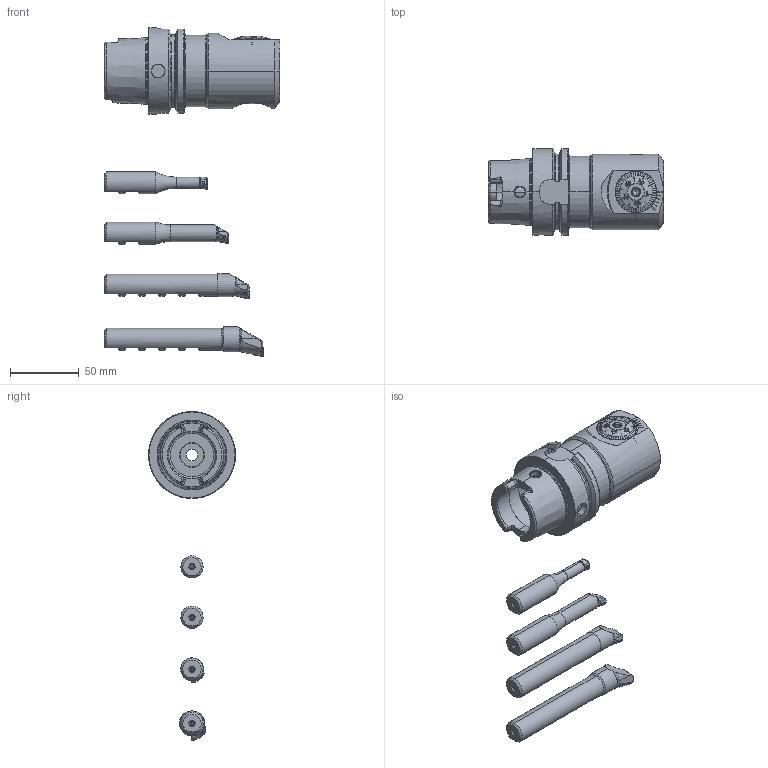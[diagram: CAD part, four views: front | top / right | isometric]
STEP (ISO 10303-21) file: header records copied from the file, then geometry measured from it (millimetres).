
FILE_DESCRIPTION (( 'STEP AP214' ), '1' );
FILE_NAME ('785.063.010.030.STEP', '2024-08-29T07:27:45', ( '' ), ( '' ), 'SwSTEP 2.0', 'SolidWorks 2022', '' );
FILE_SCHEMA (( 'AUTOMOTIVE_DESIGN' ));
Length unit declared in the file: millimetre
Products named in the file (29): B15-WCA.K11.090_A; B10-WCA.K11.075_C; DIN 3771 - 25x1.5; WCB-ER2.001.009_A; A55-BG1.DA3.041_A; CCMT060204; A55-BG2.011.016_D; WCA-ER2.001.005_A; DIN 3771 - 17x2; 785.063.010.030; A55-BG2.014.007_A_mit Gewinde; B25-WCA.K11.115_A; Klebstoff D10; A55-BG2.013.005_C; B25-WCA.K11.115; B20-WCA.K11.105_B; B10-WCA.K11.075; ISO 4026 - M10 x 8; A55-BG1.DA4.041; B15-WCA.K11.090; A55-BG3.011.033_A_gekürzt; HA6-A55.AA4.095; HA6-A55.AA3.095_A_Fertigbearbeitung; A55-BG1.012.007_C; WCA-ER2.001.006_A; B20-WCA.K11.105; ISO 4026 - M10 x 16_PreviewCfg; A55-BG2.012.006_B; Fxx-MAB.xxx.xxx_A_F32x1.3
Assembly tree (34 placements, depth 4):
  785.063.010.030
    HA6-A55.AA4.095
      HA6-A55.AA3.095_A_Fertigbearbeitung
      A55-BG3.011.033_A_gekürzt
      ISO 4026 - M10 x 8
      WCB-ER2.001.009_A
      Klebstoff D10
      A55-BG1.DA4.041
        A55-BG1.DA3.041_A
        A55-BG1.012.007_C
        A55-BG2.011.016_D
        A55-BG2.013.005_C
        DIN 3771 - 25x1.5
        A55-BG2.014.007_A_mit Gewinde
        A55-BG2.012.006_B
        Fxx-MAB.xxx.xxx_A_F32x1.3
        ISO 4026 - M10 x 16_PreviewCfg  x2
        DIN 3771 - 17x2
    B10-WCA.K11.075
      B10-WCA.K11.075_C
      CCMT060204
      WCA-ER2.001.005_A
    B15-WCA.K11.090
      B15-WCA.K11.090_A
      CCMT060204
      WCA-ER2.001.006_A
    B20-WCA.K11.105
      B20-WCA.K11.105_B
      CCMT060204
      WCA-ER2.001.006_A
    B25-WCA.K11.115
      B25-WCA.K11.115_A
      CCMT060204
      WCA-ER2.001.006_A
Bounding box: 126.9 x 63 x 238.4 mm (x, y, z)
Volume: 274658.8 mm3; surface area: 79656.9 mm2
Topology: 28 solids, 28 shells, 1422 faces, 3685 edges, 2313 vertices
Faces by surface type: plane 518, cylinder 339, cone 305, bspline 137, torus 113, sphere 10
Entity records: 54738 total; most frequent: CARTESIAN_POINT 21573, ORIENTED_EDGE 6282, DIRECTION 5228, EDGE_CURVE 3141, AXIS2_PLACEMENT_3D 2024, VERTEX_POINT 1997, EDGE_LOOP 1266, FACE_OUTER_BOUND 1201
